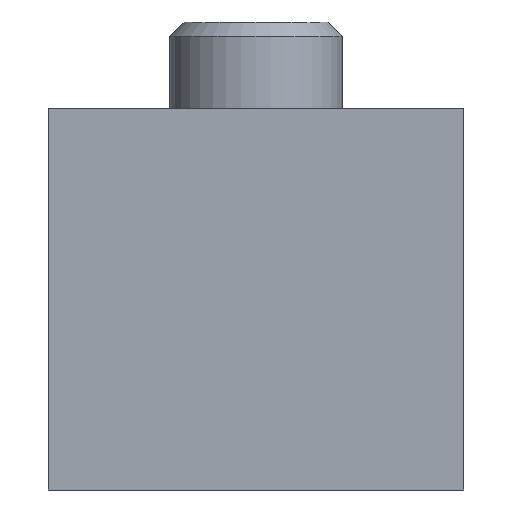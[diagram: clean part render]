
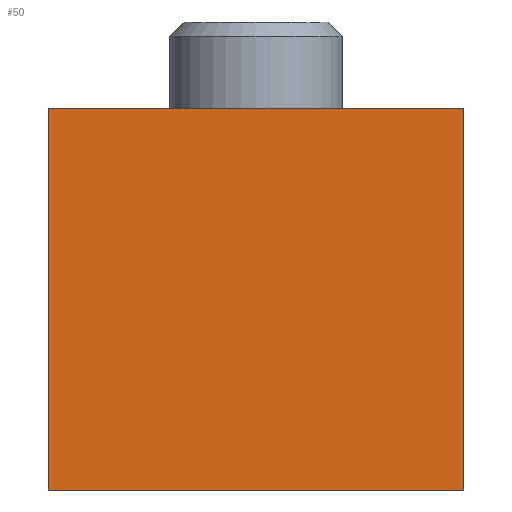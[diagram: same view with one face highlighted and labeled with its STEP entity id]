
A CAD part, left-side view. The second image highlights one B-rep face of the part: STEP entity #50.
In plain terms, the highlighted planar face has unit normal (-1, 0, 0).
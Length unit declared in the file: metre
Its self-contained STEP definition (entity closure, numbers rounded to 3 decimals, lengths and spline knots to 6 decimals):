
#50 = ADVANCED_FACE( '', ( #108 ), #109, .T. );
#108 = FACE_OUTER_BOUND( '', #177, .T. );
#109 = PLANE( '', #178 );
#177 = EDGE_LOOP( '', ( #265, #266, #267, #268 ) );
#178 = AXIS2_PLACEMENT_3D( '', #269, #270, #271 );
#265 = ORIENTED_EDGE( '', *, *, #390, .T. );
#266 = ORIENTED_EDGE( '', *, *, #391, .T. );
#267 = ORIENTED_EDGE( '', *, *, #379, .F. );
#268 = ORIENTED_EDGE( '', *, *, #392, .F. );
#269 = CARTESIAN_POINT( '', ( 0.150495, -0.007264, 0.04666 ) );
#270 = DIRECTION( '', ( -1., 0., 0. ) );
#271 = DIRECTION( '', ( 0., 0., 1. ) );
#379 = EDGE_CURVE( '', #440, #436, #442, .T. );
#390 = EDGE_CURVE( '', #458, #459, #460, .T. );
#391 = EDGE_CURVE( '', #459, #436, #461, .T. );
#392 = EDGE_CURVE( '', #458, #440, #462, .T. );
#436 = VERTEX_POINT( '', #520 );
#440 = VERTEX_POINT( '', #526 );
#442 = LINE( '', #529, #530 );
#458 = VERTEX_POINT( '', #553 );
#459 = VERTEX_POINT( '', #554 );
#460 = LINE( '', #555, #556 );
#461 = LINE( '', #557, #558 );
#462 = LINE( '', #559, #560 );
#520 = CARTESIAN_POINT( '', ( 0.150495, 0.018339, 0.01618 ) );
#526 = CARTESIAN_POINT( '', ( 0.150495, -0.018339, 0.01618 ) );
#529 = CARTESIAN_POINT( '', ( 0.150495, -0.007264, 0.01618 ) );
#530 = VECTOR( '', #607, 1. );
#553 = CARTESIAN_POINT( '', ( 0.150495, -0.018339, 0.049835 ) );
#554 = CARTESIAN_POINT( '', ( 0.150495, 0.018339, 0.049835 ) );
#555 = CARTESIAN_POINT( '', ( 0.150495, -0.007264, 0.049835 ) );
#556 = VECTOR( '', #615, 1. );
#557 = CARTESIAN_POINT( '', ( 0.150495, 0.018339, 0.04666 ) );
#558 = VECTOR( '', #616, 1. );
#559 = CARTESIAN_POINT( '', ( 0.150495, -0.018339, 0.04666 ) );
#560 = VECTOR( '', #617, 1. );
#607 = DIRECTION( '', ( 0., 1., 0. ) );
#615 = DIRECTION( '', ( 0., 1., 0. ) );
#616 = DIRECTION( '', ( 0., 0., -1. ) );
#617 = DIRECTION( '', ( 0., 0., -1. ) );
